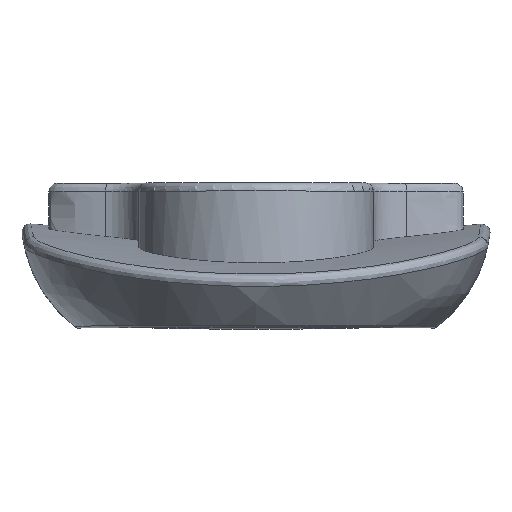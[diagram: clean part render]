
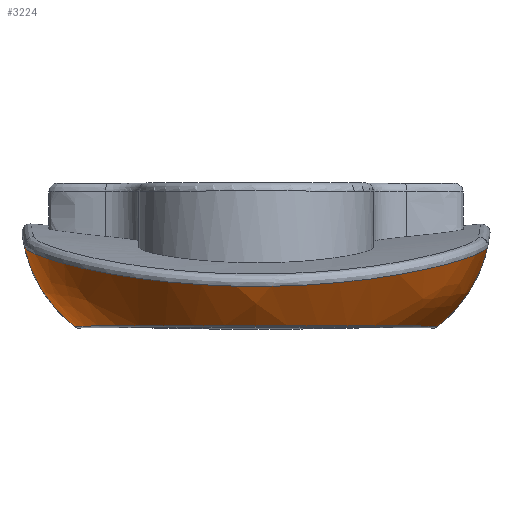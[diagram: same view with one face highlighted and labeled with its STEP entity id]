
A CAD part, top view. The second image highlights one B-rep face of the part: STEP entity #3224.
In plain terms, the highlighted free-form (B-spline) face has degree [3, 3] with [7, 4] control points.
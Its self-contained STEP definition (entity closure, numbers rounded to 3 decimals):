
#567=CARTESIAN_POINT('',(-284.77,289.369,345.));
#573=CARTESIAN_POINT('',(-284.77,289.369,345.));
#574=CARTESIAN_POINT('',(-284.75,289.278,346.029));
#575=CARTESIAN_POINT('',(-284.509,289.06,348.084));
#576=CARTESIAN_POINT('',(-283.556,288.638,351.022));
#577=CARTESIAN_POINT('',(-282.032,288.154,353.731));
#578=CARTESIAN_POINT('',(-279.984,287.653,356.102));
#579=CARTESIAN_POINT('',(-277.475,287.184,358.056));
#580=CARTESIAN_POINT('',(-274.556,286.795,359.529));
#581=CARTESIAN_POINT('',(-271.37,286.539,360.438));
#582=CARTESIAN_POINT('',(-268.016,286.447,360.75));
#583=CARTESIAN_POINT('',(-264.659,286.533,360.441));
#584=CARTESIAN_POINT('',(-261.469,286.784,359.534));
#585=CARTESIAN_POINT('',(-258.549,287.167,358.064));
#586=CARTESIAN_POINT('',(-256.032,287.633,356.108));
#587=CARTESIAN_POINT('',(-253.979,288.132,353.734));
#588=CARTESIAN_POINT('',(-252.451,288.615,351.021));
#589=CARTESIAN_POINT('',(-251.497,289.035,348.085));
#590=CARTESIAN_POINT('',(-251.255,289.254,346.029));
#591=CARTESIAN_POINT('',(-251.235,289.344,345.));
#593=CARTESIAN_POINT('',(-261.,291.5,345.));
#594=DIRECTION('',(0.,0.,-1.));
#595=DIRECTION('',(0.976,-0.216,0.));
#596=AXIS2_PLACEMENT_3D('',#593,#594,#595);
#598=CARTESIAN_POINT('',(-268.,283.631,345.));
#599=DIRECTION('',(0.,1.,0.));
#600=DIRECTION('',(-1.,0.,0.));
#601=AXIS2_PLACEMENT_3D('',#598,#599,#600);
#603=CARTESIAN_POINT('',(-275.,291.5,345.));
#604=DIRECTION('',(0.,0.,-1.));
#605=DIRECTION('',(-0.617,-0.787,0.));
#606=AXIS2_PLACEMENT_3D('',#603,#604,#605);
#1398=CARTESIAN_POINT('',(-254.83,283.631,345.));
#1400=VERTEX_POINT('',#1398);
#1412=CARTESIAN_POINT('',(-281.17,283.631,345.));
#1413=VERTEX_POINT('',#1412);
#1419=VERTEX_POINT('',#567);
#1421=VERTEX_POINT('',#591);
#3187=CARTESIAN_POINT('',(-251.127,290.131,343.938));
#3188=CARTESIAN_POINT('',(-251.525,287.251,343.963));
#3189=CARTESIAN_POINT('',(-253.067,284.788,344.06));
#3190=CARTESIAN_POINT('',(-255.482,283.177,344.212));
#3191=CARTESIAN_POINT('',(-250.474,290.131,354.322));
#3192=CARTESIAN_POINT('',(-250.887,287.251,354.102));
#3193=CARTESIAN_POINT('',(-252.489,284.788,353.25));
#3194=CARTESIAN_POINT('',(-254.997,283.177,351.916));
#3195=CARTESIAN_POINT('',(-257.596,290.131,361.906));
#3196=CARTESIAN_POINT('',(-257.841,287.251,361.508));
#3197=CARTESIAN_POINT('',(-258.792,284.788,359.963));
#3198=CARTESIAN_POINT('',(-260.281,283.177,357.543));
#3199=CARTESIAN_POINT('',(-268.,290.131,361.906));
#3200=CARTESIAN_POINT('',(-268.,287.251,361.508));
#3201=CARTESIAN_POINT('',(-268.,284.788,359.963));
#3202=CARTESIAN_POINT('',(-268.,283.177,357.543));
#3203=CARTESIAN_POINT('',(-278.404,290.131,361.906));
#3204=CARTESIAN_POINT('',(-278.159,287.251,361.508));
#3205=CARTESIAN_POINT('',(-277.208,284.788,359.963));
#3206=CARTESIAN_POINT('',(-275.719,283.177,357.543));
#3207=CARTESIAN_POINT('',(-285.526,290.131,354.322));
#3208=CARTESIAN_POINT('',(-285.113,287.251,354.102));
#3209=CARTESIAN_POINT('',(-283.511,284.788,353.25));
#3210=CARTESIAN_POINT('',(-281.003,283.177,351.916));
#3211=CARTESIAN_POINT('',(-284.873,290.131,343.938));
#3212=CARTESIAN_POINT('',(-284.475,287.251,343.963));
#3213=CARTESIAN_POINT('',(-282.933,284.788,344.06));
#3214=CARTESIAN_POINT('',(-280.518,283.177,344.212));
#3215=(BOUNDED_SURFACE()B_SPLINE_SURFACE(3,3,((#3187,#3188,#3189,#3190),(#3191,
#3192,#3193,#3194),(#3195,#3196,#3197,#3198),(#3199,#3200,#3201,#3202),(#3203,
#3204,#3205,#3206),(#3207,#3208,#3209,#3210),(#3211,#3212,#3213,#3214)),
.UNSPECIFIED.,.F.,.F.,.F.)B_SPLINE_SURFACE_WITH_KNOTS((4,3,4),(4,4),(0.,1.,
2.),(0.,1.),.UNSPECIFIED.)GEOMETRIC_REPRESENTATION_ITEM()RATIONAL_B_SPLINE_SURFACE(((1.242,1.169,1.169,1.242),(
0.981,0.923,0.923,0.981),(
0.981,0.923,0.923,0.981),(
1.242,1.169,1.169,1.242),(
0.981,0.923,0.923,0.981),(
0.981,0.923,0.923,0.981),(
1.242,1.169,1.169,1.242)))REPRESENTATION_ITEM('')SURFACE());
#3216=ORIENTED_EDGE('',*,*,#2727,.T.);
#3218=ORIENTED_EDGE('',*,*,#3217,.T.);
#3220=ORIENTED_EDGE('',*,*,#3219,.F.);
#3221=ORIENTED_EDGE('',*,*,#3179,.T.);
#3222=EDGE_LOOP('',(#3216,#3218,#3220,#3221));
#3223=FACE_OUTER_BOUND('',#3222,.F.);
#3224=ADVANCED_FACE('',(#3223),#3215,.T.);
#592=B_SPLINE_CURVE_WITH_KNOTS('',3,(#573,#574,#575,#576,#577,#578,#579,#580,
#581,#582,#583,#584,#585,#586,#587,#588,#589,#590,#591),.UNSPECIFIED.,.F.,.F.,
(4,1,1,1,1,1,1,1,1,1,1,1,1,1,1,1,4),(0.,0.063,0.125,0.188,0.25,
0.313,0.375,0.438,0.5,0.563,0.625,0.688,0.75,0.813,
0.875,0.938,1.),.UNSPECIFIED.);
#597=CIRCLE('',#596,10.);
#602=CIRCLE('',#601,13.17);
#607=CIRCLE('',#606,10.);
#2727=EDGE_CURVE('',#1419,#1421,#592,.T.);
#3179=EDGE_CURVE('',#1413,#1419,#607,.T.);
#3217=EDGE_CURVE('',#1421,#1400,#597,.T.);
#3219=EDGE_CURVE('',#1413,#1400,#602,.T.);
